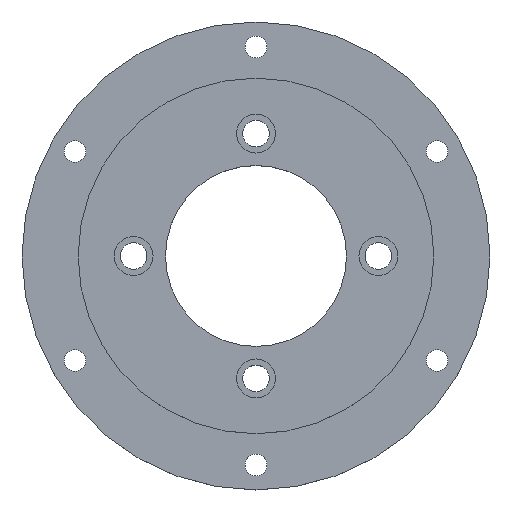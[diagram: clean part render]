
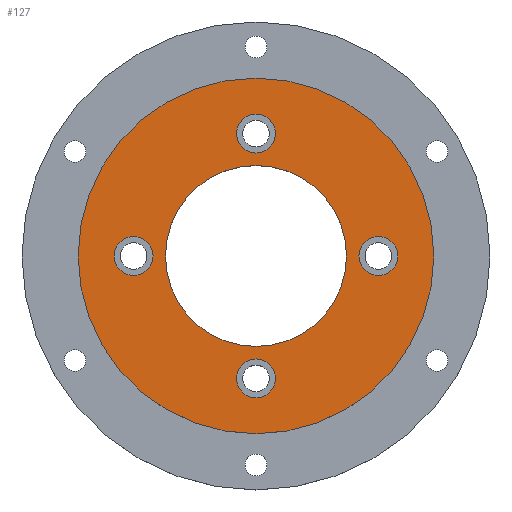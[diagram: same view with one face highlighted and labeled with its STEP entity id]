
A CAD part, top view. The second image highlights one B-rep face of the part: STEP entity #127.
In plain terms, the highlighted planar face has unit normal (0, 0, 1).
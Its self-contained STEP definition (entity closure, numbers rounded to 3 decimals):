
#6 = CARTESIAN_POINT ( 'NONE',  ( -33., 0., 10. ) ) ;
#12 = CIRCLE ( 'NONE', #1192, 57. ) ;
#22 = CARTESIAN_POINT ( 'NONE',  ( 45.5, 0., 10. ) ) ;
#30 = VERTEX_POINT ( 'NONE', #734 ) ;
#44 = VERTEX_POINT ( 'NONE', #1363 ) ;
#45 = EDGE_LOOP ( 'NONE', ( #53, #298 ) ) ;
#53 = ORIENTED_EDGE ( 'NONE', *, *, #585, .F. ) ;
#98 = EDGE_LOOP ( 'NONE', ( #935, #139 ) ) ;
#127 = ADVANCED_FACE ( 'NONE', ( #997, #1201, #422, #215, #132, #330 ), #956, .T. ) ;
#129 = DIRECTION ( 'NONE',  ( 0., 0., 1. ) ) ;
#132 = FACE_BOUND ( 'NONE', #368, .T. ) ;
#136 = DIRECTION ( 'NONE',  ( 0., 0., 1. ) ) ;
#139 = ORIENTED_EDGE ( 'NONE', *, *, #905, .T. ) ;
#210 = CIRCLE ( 'NONE', #367, 57. ) ;
#215 = FACE_BOUND ( 'NONE', #45, .T. ) ;
#219 = VERTEX_POINT ( 'NONE', #470 ) ;
#231 = EDGE_CURVE ( 'NONE', #1244, #653, #532, .T. ) ;
#232 = ORIENTED_EDGE ( 'NONE', *, *, #231, .F. ) ;
#248 = CARTESIAN_POINT ( 'NONE',  ( 29., 0., 10. ) ) ;
#251 = AXIS2_PLACEMENT_3D ( 'NONE', #948, #460, #357 ) ;
#259 = DIRECTION ( 'NONE',  ( 1., 0., 0. ) ) ;
#271 = CARTESIAN_POINT ( 'NONE',  ( 0., -39.25, 10. ) ) ;
#280 = ORIENTED_EDGE ( 'NONE', *, *, #308, .F. ) ;
#298 = ORIENTED_EDGE ( 'NONE', *, *, #378, .F. ) ;
#308 = EDGE_CURVE ( 'NONE', #1332, #506, #1232, .T. ) ;
#327 = AXIS2_PLACEMENT_3D ( 'NONE', #1353, #1224, #1018 ) ;
#330 = FACE_OUTER_BOUND ( 'NONE', #98, .T. ) ;
#338 = CARTESIAN_POINT ( 'NONE',  ( 39.25, 0., 10. ) ) ;
#357 = DIRECTION ( 'NONE',  ( 1., 0., 0. ) ) ;
#362 = DIRECTION ( 'NONE',  ( 0., 0., 1. ) ) ;
#367 = AXIS2_PLACEMENT_3D ( 'NONE', #1090, #129, #965 ) ;
#368 = EDGE_LOOP ( 'NONE', ( #606, #1310 ) ) ;
#378 = EDGE_CURVE ( 'NONE', #484, #44, #748, .T. ) ;
#387 = DIRECTION ( 'NONE',  ( 1., 0., 0. ) ) ;
#422 = FACE_BOUND ( 'NONE', #1334, .T. ) ;
#440 = CARTESIAN_POINT ( 'NONE',  ( 57., 0., 10. ) ) ;
#457 = CARTESIAN_POINT ( 'NONE',  ( 0., 0., 10. ) ) ;
#460 = DIRECTION ( 'NONE',  ( 0., 0., 1. ) ) ;
#470 = CARTESIAN_POINT ( 'NONE',  ( -57., 0., 10. ) ) ;
#471 = EDGE_CURVE ( 'NONE', #653, #1244, #1083, .T. ) ;
#484 = VERTEX_POINT ( 'NONE', #960 ) ;
#506 = VERTEX_POINT ( 'NONE', #931 ) ;
#516 = ORIENTED_EDGE ( 'NONE', *, *, #471, .F. ) ;
#532 = CIRCLE ( 'NONE', #1056, 6.25 ) ;
#543 = CARTESIAN_POINT ( 'NONE',  ( -39.25, 0., 10. ) ) ;
#554 = CIRCLE ( 'NONE', #617, 6.25 ) ;
#570 = DIRECTION ( 'NONE',  ( 1., 0., 0. ) ) ;
#574 = CIRCLE ( 'NONE', #926, 29. ) ;
#585 = EDGE_CURVE ( 'NONE', #44, #484, #794, .T. ) ;
#598 = CIRCLE ( 'NONE', #951, 29. ) ;
#606 = ORIENTED_EDGE ( 'NONE', *, *, #622, .F. ) ;
#613 = DIRECTION ( 'NONE',  ( 0., 0., 1. ) ) ;
#617 = AXIS2_PLACEMENT_3D ( 'NONE', #912, #1030, #1036 ) ;
#622 = EDGE_CURVE ( 'NONE', #30, #1220, #574, .T. ) ;
#626 = CARTESIAN_POINT ( 'NONE',  ( -39.25, 0., 10. ) ) ;
#635 = AXIS2_PLACEMENT_3D ( 'NONE', #271, #362, #259 ) ;
#649 = CARTESIAN_POINT ( 'NONE',  ( 33., 0., 10. ) ) ;
#653 = VERTEX_POINT ( 'NONE', #750 ) ;
#667 = VERTEX_POINT ( 'NONE', #440 ) ;
#676 = DIRECTION ( 'NONE',  ( 0., 0., 1. ) ) ;
#690 = DIRECTION ( 'NONE',  ( 0., 0., 1. ) ) ;
#705 = CARTESIAN_POINT ( 'NONE',  ( 0., 39.25, 10. ) ) ;
#717 = EDGE_CURVE ( 'NONE', #667, #219, #210, .T. ) ;
#719 = DIRECTION ( 'NONE',  ( 0., 0., 1. ) ) ;
#734 = CARTESIAN_POINT ( 'NONE',  ( -29., 0., 10. ) ) ;
#738 = ORIENTED_EDGE ( 'NONE', *, *, #846, .F. ) ;
#748 = CIRCLE ( 'NONE', #897, 6.25 ) ;
#750 = CARTESIAN_POINT ( 'NONE',  ( -45.5, 0., 10. ) ) ;
#765 = DIRECTION ( 'NONE',  ( 1., 0., 0. ) ) ;
#772 = DIRECTION ( 'NONE',  ( 0., 0., 1. ) ) ;
#775 = CIRCLE ( 'NONE', #1041, 6.25 ) ;
#794 = CIRCLE ( 'NONE', #974, 6.25 ) ;
#795 = VERTEX_POINT ( 'NONE', #649 ) ;
#846 = EDGE_CURVE ( 'NONE', #506, #1332, #554, .T. ) ;
#873 = EDGE_LOOP ( 'NONE', ( #1079, #1225 ) ) ;
#889 = DIRECTION ( 'NONE',  ( 1., 0., 0. ) ) ;
#897 = AXIS2_PLACEMENT_3D ( 'NONE', #705, #1134, #922 ) ;
#905 = EDGE_CURVE ( 'NONE', #219, #667, #12, .T. ) ;
#912 = CARTESIAN_POINT ( 'NONE',  ( 0., -39.25, 10. ) ) ;
#922 = DIRECTION ( 'NONE',  ( 1., 0., 0. ) ) ;
#926 = AXIS2_PLACEMENT_3D ( 'NONE', #457, #772, #1193 ) ;
#931 = CARTESIAN_POINT ( 'NONE',  ( 6.25, -39.25, 10. ) ) ;
#932 = EDGE_CURVE ( 'NONE', #1229, #795, #1150, .T. ) ;
#935 = ORIENTED_EDGE ( 'NONE', *, *, #717, .T. ) ;
#948 = CARTESIAN_POINT ( 'NONE',  ( 0., 0., 10. ) ) ;
#951 = AXIS2_PLACEMENT_3D ( 'NONE', #1214, #690, #1349 ) ;
#956 = PLANE ( 'NONE',  #251 ) ;
#960 = CARTESIAN_POINT ( 'NONE',  ( -6.25, 39.25, 10. ) ) ;
#965 = DIRECTION ( 'NONE',  ( 1., 0., 0. ) ) ;
#974 = AXIS2_PLACEMENT_3D ( 'NONE', #981, #136, #570 ) ;
#981 = CARTESIAN_POINT ( 'NONE',  ( 0., 39.25, 10. ) ) ;
#989 = DIRECTION ( 'NONE',  ( 0., 0., 1. ) ) ;
#997 = FACE_BOUND ( 'NONE', #873, .T. ) ;
#1018 = DIRECTION ( 'NONE',  ( 1., 0., 0. ) ) ;
#1030 = DIRECTION ( 'NONE',  ( 0., 0., 1. ) ) ;
#1036 = DIRECTION ( 'NONE',  ( 1., 0., 0. ) ) ;
#1041 = AXIS2_PLACEMENT_3D ( 'NONE', #338, #676, #765 ) ;
#1056 = AXIS2_PLACEMENT_3D ( 'NONE', #543, #989, #889 ) ;
#1079 = ORIENTED_EDGE ( 'NONE', *, *, #932, .F. ) ;
#1083 = CIRCLE ( 'NONE', #1126, 6.25 ) ;
#1090 = CARTESIAN_POINT ( 'NONE',  ( 0., 0., 10. ) ) ;
#1126 = AXIS2_PLACEMENT_3D ( 'NONE', #626, #719, #1267 ) ;
#1130 = CARTESIAN_POINT ( 'NONE',  ( 0., 0., 10. ) ) ;
#1134 = DIRECTION ( 'NONE',  ( 0., 0., 1. ) ) ;
#1150 = CIRCLE ( 'NONE', #327, 6.25 ) ;
#1192 = AXIS2_PLACEMENT_3D ( 'NONE', #1130, #613, #387 ) ;
#1193 = DIRECTION ( 'NONE',  ( 1., 0., 0. ) ) ;
#1201 = FACE_BOUND ( 'NONE', #1241, .T. ) ;
#1214 = CARTESIAN_POINT ( 'NONE',  ( 0., 0., 10. ) ) ;
#1220 = VERTEX_POINT ( 'NONE', #248 ) ;
#1224 = DIRECTION ( 'NONE',  ( 0., 0., 1. ) ) ;
#1225 = ORIENTED_EDGE ( 'NONE', *, *, #1254, .F. ) ;
#1229 = VERTEX_POINT ( 'NONE', #22 ) ;
#1232 = CIRCLE ( 'NONE', #635, 6.25 ) ;
#1241 = EDGE_LOOP ( 'NONE', ( #738, #280 ) ) ;
#1244 = VERTEX_POINT ( 'NONE', #6 ) ;
#1254 = EDGE_CURVE ( 'NONE', #795, #1229, #775, .T. ) ;
#1267 = DIRECTION ( 'NONE',  ( 1., 0., 0. ) ) ;
#1290 = CARTESIAN_POINT ( 'NONE',  ( -6.25, -39.25, 10. ) ) ;
#1310 = ORIENTED_EDGE ( 'NONE', *, *, #1388, .F. ) ;
#1332 = VERTEX_POINT ( 'NONE', #1290 ) ;
#1334 = EDGE_LOOP ( 'NONE', ( #232, #516 ) ) ;
#1349 = DIRECTION ( 'NONE',  ( 1., 0., 0. ) ) ;
#1353 = CARTESIAN_POINT ( 'NONE',  ( 39.25, 0., 10. ) ) ;
#1363 = CARTESIAN_POINT ( 'NONE',  ( 6.25, 39.25, 10. ) ) ;
#1388 = EDGE_CURVE ( 'NONE', #1220, #30, #598, .T. ) ;
